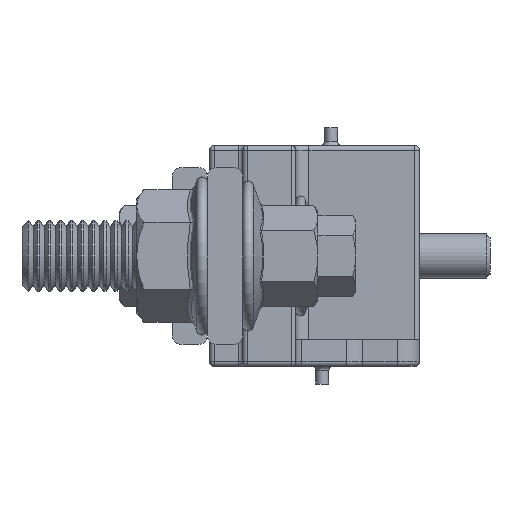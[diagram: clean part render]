
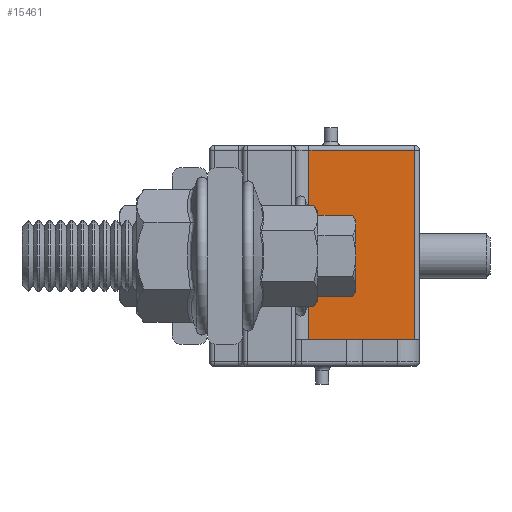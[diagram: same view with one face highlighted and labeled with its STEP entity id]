
A CAD part, left-side view. The second image highlights one B-rep face of the part: STEP entity #15461.
In plain terms, the highlighted planar face has unit normal (-1, 0, 0).
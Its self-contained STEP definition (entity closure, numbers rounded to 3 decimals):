
#940=PLANE('',#16583);
#1663=LINE('',#24501,#2943);
#1664=LINE('',#24503,#2944);
#1665=LINE('',#24505,#2945);
#1666=LINE('',#24506,#2946);
#2943=VECTOR('',#18675,1000.);
#2944=VECTOR('',#18676,1000.);
#2945=VECTOR('',#18677,1000.);
#2946=VECTOR('',#18678,1000.);
#4098=FACE_OUTER_BOUND('',#5056,.T.);
#5056=EDGE_LOOP('',(#11150,#11151,#11152,#11153));
#7198=VERTEX_POINT('',#24499);
#7199=VERTEX_POINT('',#24500);
#7200=VERTEX_POINT('',#24502);
#7201=VERTEX_POINT('',#24504);
#8720=EDGE_CURVE('',#7198,#7199,#1663,.T.);
#8721=EDGE_CURVE('',#7199,#7200,#1664,.T.);
#8722=EDGE_CURVE('',#7200,#7201,#1665,.T.);
#8723=EDGE_CURVE('',#7198,#7201,#1666,.T.);
#11150=ORIENTED_EDGE('',*,*,#8720,.T.);
#11151=ORIENTED_EDGE('',*,*,#8721,.T.);
#11152=ORIENTED_EDGE('',*,*,#8722,.T.);
#11153=ORIENTED_EDGE('',*,*,#8723,.F.);
#15461=ADVANCED_FACE('',(#4098),#940,.F.);
#16583=AXIS2_PLACEMENT_3D('',#24498,#18673,#18674);
#18673=DIRECTION('center_axis',(1.,0.,0.));
#18674=DIRECTION('ref_axis',(0.,0.,-1.));
#18675=DIRECTION('',(0.,0.,1.));
#18676=DIRECTION('',(0.,1.,0.));
#18677=DIRECTION('',(0.,0.,-1.));
#18678=DIRECTION('',(0.,1.,0.));
#24498=CARTESIAN_POINT('Origin',(-20.,-11.875,-9.5));
#24499=CARTESIAN_POINT('',(-20.,-11.375,-9.5));
#24500=CARTESIAN_POINT('',(-20.,-11.375,12.));
#24501=CARTESIAN_POINT('',(-20.,-11.375,-9.5));
#24502=CARTESIAN_POINT('',(-20.,0.625,12.));
#24503=CARTESIAN_POINT('',(-20.,0.625,12.));
#24504=CARTESIAN_POINT('',(-20.,0.625,-9.5));
#24505=CARTESIAN_POINT('',(-20.,0.625,-9.5));
#24506=CARTESIAN_POINT('',(-20.,-11.875,-9.5));
